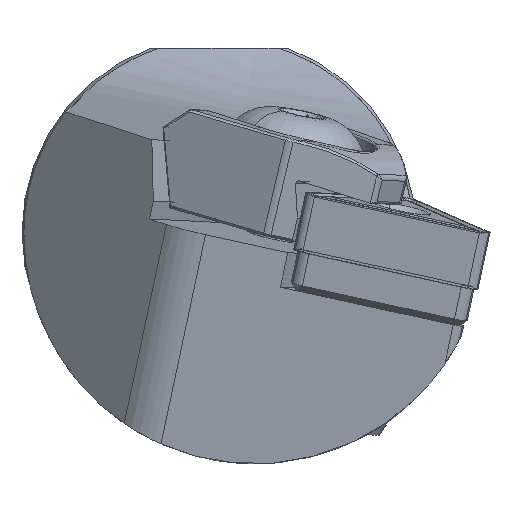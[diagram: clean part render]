
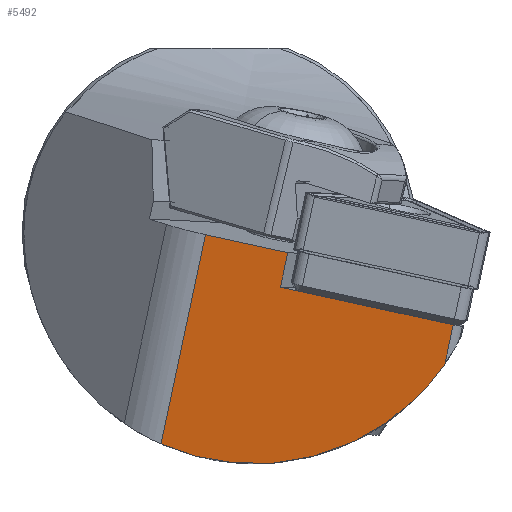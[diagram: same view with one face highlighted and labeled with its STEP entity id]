
A CAD part, left-side view. The second image highlights one B-rep face of the part: STEP entity #5492.
In plain terms, the highlighted planar face has unit normal (-0.993, 0.072, -0.091).
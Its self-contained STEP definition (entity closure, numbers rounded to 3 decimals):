
#549 = CARTESIAN_POINT ( 'NONE',  ( -178.778, 24.845, -3.472 ) ) ;
#684 = DIRECTION ( 'NONE',  ( 0.051, 0.976, 0.213 ) ) ;
#771 = EDGE_CURVE ( 'NONE', #4989, #1669, #9091, .T. ) ;
#869 = CARTESIAN_POINT ( 'NONE',  ( -179.863, 4.141, -7.99 ) ) ;
#878 = VECTOR ( 'NONE', #3480, 1000. ) ;
#883 = PLANE ( 'NONE',  #10048 ) ;
#997 = VERTEX_POINT ( 'NONE', #7630 ) ;
#1336 = ORIENTED_EDGE ( 'NONE', *, *, #5316, .T. ) ;
#1478 = CARTESIAN_POINT ( 'NONE',  ( -179.22, 5.412, -13.973 ) ) ;
#1615 = CARTESIAN_POINT ( 'NONE',  ( -176.952, 28.457, -20.463 ) ) ;
#1669 = VERTEX_POINT ( 'NONE', #549 ) ;
#1880 = CARTESIAN_POINT ( 'NONE',  ( -136.113, 90.684, -415.144 ) ) ;
#1883 = LINE ( 'NONE', #1880, #878 ) ;
#1930 = ORIENTED_EDGE ( 'NONE', *, *, #2415, .T. ) ;
#2087 = CARTESIAN_POINT ( 'NONE',  ( -179.22, 5.412, -13.973 ) ) ;
#2268 = VERTEX_POINT ( 'NONE', #6314 ) ;
#2378 = DIRECTION ( 'NONE',  ( 0.993, -0.072, 0.091 ) ) ;
#2415 = EDGE_CURVE ( 'NONE', #997, #2268, #5029, .T. ) ;
#2445 = DIRECTION ( 'NONE',  ( 0., -0.786, -0.619 ) ) ;
#3452 = ORIENTED_EDGE ( 'NONE', *, *, #9165, .T. ) ;
#3480 = DIRECTION ( 'NONE',  ( -0.105, -0.207, 0.973 ) ) ;
#4083 = CARTESIAN_POINT ( 'NONE',  ( -136.113, 90.684, -415.144 ) ) ;
#4272 = EDGE_LOOP ( 'NONE', ( #6533, #3452, #6945, #1336, #8454, #1930 ) ) ;
#4454 = FACE_OUTER_BOUND ( 'NONE', #4272, .T. ) ;
#4655 = VERTEX_POINT ( 'NONE', #5086 ) ;
#4704 = VECTOR ( 'NONE', #6723, 1000. ) ;
#4728 = CARTESIAN_POINT ( 'NONE',  ( -179.562, 4.736, -10.792 ) ) ;
#4905 = LINE ( 'NONE', #8293, #9902 ) ;
#4989 = VERTEX_POINT ( 'NONE', #6532 ) ;
#5029 = LINE ( 'NONE', #4728, #7410 ) ;
#5086 = CARTESIAN_POINT ( 'NONE',  ( -179.128, 18.168, -4.929 ) ) ;
#5316 = EDGE_CURVE ( 'NONE', #4989, #10249, #8109, .T. ) ;
#5492 = ADVANCED_FACE ( 'NONE', ( #4454 ), #883, .F. ) ;
#5823 = CARTESIAN_POINT ( 'NONE',  ( -135.028, 111.389, -410.626 ) ) ;
#5868 = DIRECTION ( 'NONE',  ( -0.105, -0.207, 0.973 ) ) ;
#6279 = CARTESIAN_POINT ( 'NONE',  ( -178.118, 10.766, -21.733 ) ) ;
#6314 = CARTESIAN_POINT ( 'NONE',  ( -178.827, 18.763, -7.731 ) ) ;
#6532 = CARTESIAN_POINT ( 'NONE',  ( -176.952, 28.457, -20.463 ) ) ;
#6533 = ORIENTED_EDGE ( 'NONE', *, *, #7733, .T. ) ;
#6723 = DIRECTION ( 'NONE',  ( -0.105, -0.207, 0.973 ) ) ;
#6945 = ORIENTED_EDGE ( 'NONE', *, *, #771, .F. ) ;
#7410 = VECTOR ( 'NONE', #684, 1000. ) ;
#7630 = CARTESIAN_POINT ( 'NONE',  ( -179.562, 4.736, -10.792 ) ) ;
#7733 = EDGE_CURVE ( 'NONE', #2268, #4655, #4905, .T. ) ;
#7751 = EDGE_CURVE ( 'NONE', #10249, #997, #1883, .T. ) ;
#8024 = CARTESIAN_POINT ( 'NONE',  ( -177.225, 19.84, -24.289 ) ) ;
#8109 =( BOUNDED_CURVE ( )  B_SPLINE_CURVE ( 3, ( #1615, #8024, #6279, #1478 ),
 .UNSPECIFIED., .F., .F. ) 
 B_SPLINE_CURVE_WITH_KNOTS ( ( 4, 4 ),
 ( 3.391, 4.776 ),
 .UNSPECIFIED. ) 
 CURVE ( )  GEOMETRIC_REPRESENTATION_ITEM ( )  RATIONAL_B_SPLINE_CURVE ( ( 1., 0.846, 0.846, 1. ) ) 
 REPRESENTATION_ITEM ( '' )  );
#8228 = VECTOR ( 'NONE', #9599, 1000. ) ;
#8293 = CARTESIAN_POINT ( 'NONE',  ( -135.378, 104.711, -412.083 ) ) ;
#8454 = ORIENTED_EDGE ( 'NONE', *, *, #7751, .T. ) ;
#9091 = LINE ( 'NONE', #5823, #4704 ) ;
#9165 = EDGE_CURVE ( 'NONE', #4655, #1669, #10371, .T. ) ;
#9599 = DIRECTION ( 'NONE',  ( 0.051, 0.976, 0.213 ) ) ;
#9902 = VECTOR ( 'NONE', #5868, 1000. ) ;
#10048 = AXIS2_PLACEMENT_3D ( 'NONE', #4083, #2378, #2445 ) ;
#10249 = VERTEX_POINT ( 'NONE', #2087 ) ;
#10371 = LINE ( 'NONE', #869, #8228 ) ;
